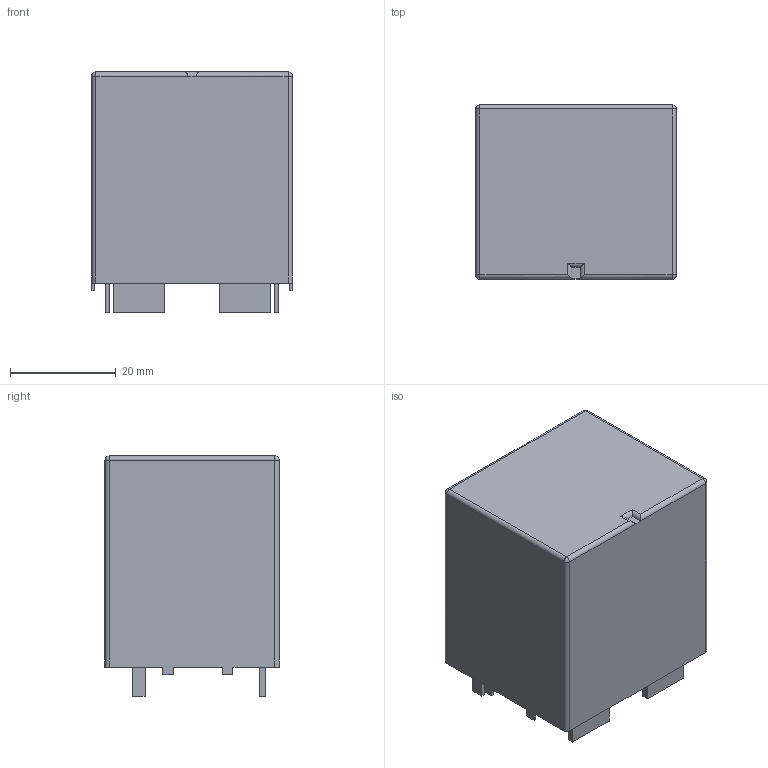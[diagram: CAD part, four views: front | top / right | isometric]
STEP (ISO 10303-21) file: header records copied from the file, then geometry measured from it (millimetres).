
FILE_DESCRIPTION (( 'STEP AP214' ), '1' );
FILE_NAME ('RELAY-TH_AZSR165-1AE-12DL.step', '2022-07-09T13:01:56', ( '' ), ( '' ), 'SwSTEP 2.0', 'SolidWorks 2020', '' );
FILE_SCHEMA (( 'AUTOMOTIVE_DESIGN' ));
Length unit declared in the file: millimetre
Products named in the file (1): RELAY-TH_AZSR165-1AE-12DL
Bounding box: 38 x 33.01 x 45.5 mm (x, y, z)
Volume: 50269.9 mm3; surface area: 8444.6 mm2
Topology: 1 solids, 1 shells, 342 faces, 920 edges, 606 vertices
Faces by surface type: plane 214, bspline 112, cylinder 12, sphere 4
Entity records: 14529 total; most frequent: CARTESIAN_POINT 3981, ORIENTED_EDGE 1832, DIRECTION 1162, EDGE_CURVE 916, LINE 668, VECTOR 668, VERTEX_POINT 606, EDGE_LOOP 372
